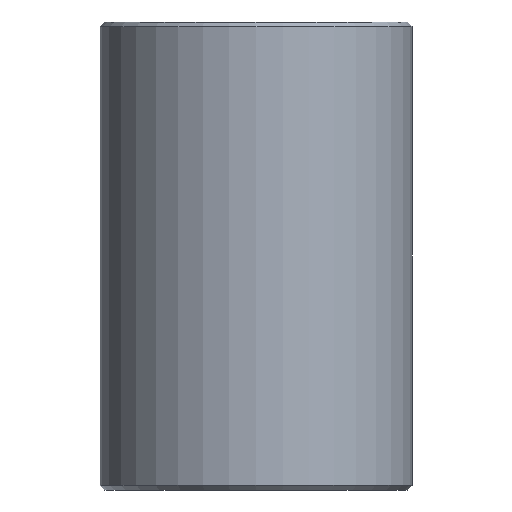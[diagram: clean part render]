
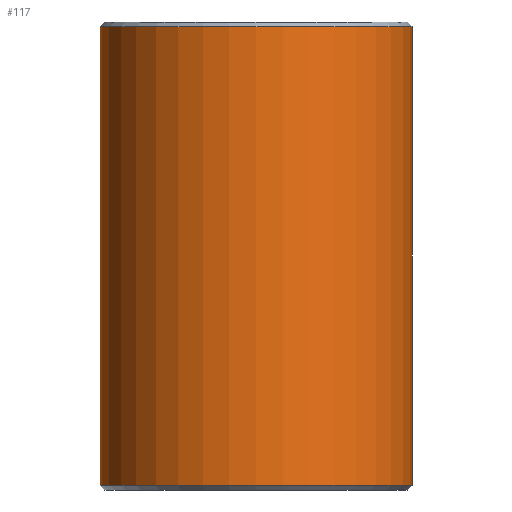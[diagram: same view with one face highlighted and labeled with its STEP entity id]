
A CAD part, front view. The second image highlights one B-rep face of the part: STEP entity #117.
In plain terms, the highlighted cylindrical face has radius 4 mm (diameter 8 mm), a full revolution.
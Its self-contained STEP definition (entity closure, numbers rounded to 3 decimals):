
#16=CYLINDRICAL_SURFACE('',#144,4.);
#25=FACE_OUTER_BOUND('',#34,.T.);
#34=EDGE_LOOP('',(#95,#96,#97,#98));
#42=LINE('',#212,#48);
#48=VECTOR('',#178,4.);
#55=CIRCLE('',#143,4.);
#56=CIRCLE('',#145,4.);
#63=VERTEX_POINT('',#206);
#64=VERTEX_POINT('',#210);
#73=EDGE_CURVE('',#63,#63,#55,.T.);
#75=EDGE_CURVE('',#64,#64,#56,.T.);
#76=EDGE_CURVE('',#64,#63,#42,.T.);
#95=ORIENTED_EDGE('',*,*,#75,.F.);
#96=ORIENTED_EDGE('',*,*,#76,.T.);
#97=ORIENTED_EDGE('',*,*,#73,.F.);
#98=ORIENTED_EDGE('',*,*,#76,.F.);
#117=ADVANCED_FACE('',(#25),#16,.T.);
#143=AXIS2_PLACEMENT_3D('',#207,#171,#172);
#144=AXIS2_PLACEMENT_3D('',#209,#174,#175);
#145=AXIS2_PLACEMENT_3D('',#211,#176,#177);
#171=DIRECTION('center_axis',(0.,0.,-1.));
#172=DIRECTION('ref_axis',(1.,0.,0.));
#174=DIRECTION('center_axis',(0.,0.,1.));
#175=DIRECTION('ref_axis',(1.,0.,0.));
#176=DIRECTION('center_axis',(0.,0.,1.));
#177=DIRECTION('ref_axis',(1.,0.,0.));
#178=DIRECTION('',(0.,0.,-1.));
#206=CARTESIAN_POINT('',(-4.,0.,0.125));
#207=CARTESIAN_POINT('Origin',(0.,0.,0.125));
#209=CARTESIAN_POINT('Origin',(0.,0.,0.));
#210=CARTESIAN_POINT('',(-4.,0.,11.875));
#211=CARTESIAN_POINT('Origin',(0.,0.,11.875));
#212=CARTESIAN_POINT('',(-4.,0.,0.));
